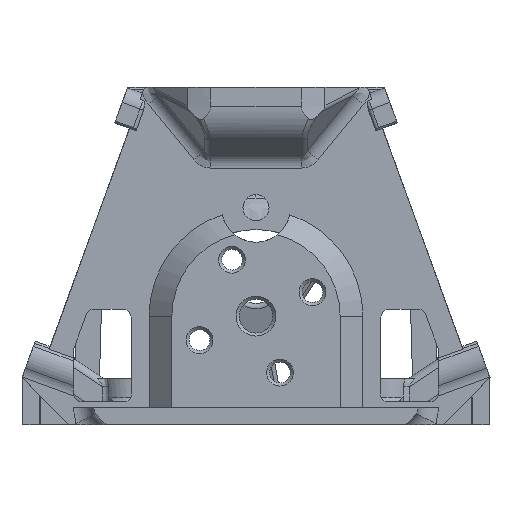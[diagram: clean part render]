
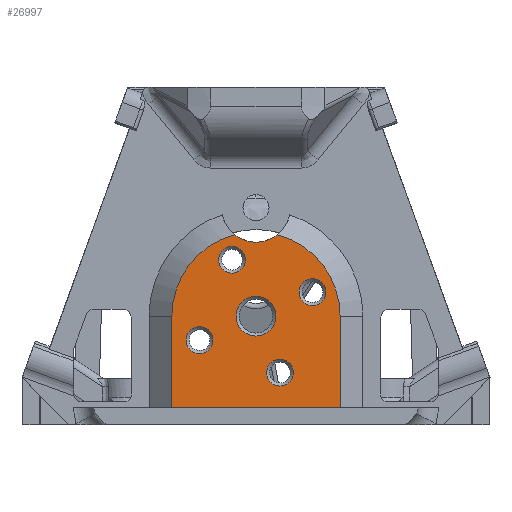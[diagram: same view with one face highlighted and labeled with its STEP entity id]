
A CAD part, front view. The second image highlights one B-rep face of the part: STEP entity #26997.
In plain terms, the highlighted planar face has unit normal (0, -1, 0).
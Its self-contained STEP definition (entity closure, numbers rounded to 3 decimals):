
#2838=CIRCLE('',#28620,1.75);
#2840=CIRCLE('',#28623,1.75);
#2842=CIRCLE('',#28626,1.75);
#2844=CIRCLE('',#28629,1.75);
#2869=CIRCLE('',#28691,2.6);
#2871=CIRCLE('',#28694,10.979);
#2873=CIRCLE('',#28697,10.979);
#2878=CIRCLE('',#28706,4.5);
#11223=ORIENTED_EDGE('',*,*,#15587,.F.);
#11224=ORIENTED_EDGE('',*,*,#14112,.T.);
#11225=ORIENTED_EDGE('',*,*,#14123,.F.);
#11226=ORIENTED_EDGE('',*,*,#14108,.F.);
#11227=ORIENTED_EDGE('',*,*,#15588,.T.);
#11228=ORIENTED_EDGE('',*,*,#15509,.T.);
#11229=ORIENTED_EDGE('',*,*,#13989,.T.);
#11230=ORIENTED_EDGE('',*,*,#13987,.T.);
#11231=ORIENTED_EDGE('',*,*,#13985,.T.);
#11232=ORIENTED_EDGE('',*,*,#13983,.T.);
#11233=ORIENTED_EDGE('',*,*,#14105,.F.);
#13983=EDGE_CURVE('',#17202,#17202,#2838,.F.);
#13985=EDGE_CURVE('',#17204,#17204,#2840,.F.);
#13987=EDGE_CURVE('',#17206,#17206,#2842,.F.);
#13989=EDGE_CURVE('',#17208,#17208,#2844,.F.);
#14105=EDGE_CURVE('',#17294,#17294,#2869,.T.);
#14108=EDGE_CURVE('',#17297,#17298,#2871,.T.);
#14112=EDGE_CURVE('',#17302,#17301,#2873,.T.);
#14123=EDGE_CURVE('',#17298,#17301,#2878,.T.);
#15509=EDGE_CURVE('',#18116,#18117,#19863,.T.);
#15587=EDGE_CURVE('',#17302,#18117,#19886,.T.);
#15588=EDGE_CURVE('',#17297,#18116,#19887,.T.);
#17202=VERTEX_POINT('',#44711);
#17204=VERTEX_POINT('',#44716);
#17206=VERTEX_POINT('',#44721);
#17208=VERTEX_POINT('',#44726);
#17294=VERTEX_POINT('',#44961);
#17297=VERTEX_POINT('',#44967);
#17298=VERTEX_POINT('',#44969);
#17301=VERTEX_POINT('',#44984);
#17302=VERTEX_POINT('',#44986);
#18116=VERTEX_POINT('',#56191);
#18117=VERTEX_POINT('',#56192);
#19863=LINE('',#56190,#21571);
#19886=LINE('',#56841,#21594);
#19887=LINE('',#56842,#21595);
#21571=VECTOR('',#35948,1000.);
#21594=VECTOR('',#36047,1000.);
#21595=VECTOR('',#36048,1000.);
#23167=EDGE_LOOP('',(#11223,#11224,#11225,#11226,#11227,#11228));
#23168=EDGE_LOOP('',(#11229));
#23169=EDGE_LOOP('',(#11230));
#23170=EDGE_LOOP('',(#11231));
#23171=EDGE_LOOP('',(#11232));
#23172=EDGE_LOOP('',(#11233));
#24854=FACE_BOUND('',#23167,.T.);
#24855=FACE_BOUND('',#23168,.T.);
#24856=FACE_BOUND('',#23169,.T.);
#24857=FACE_BOUND('',#23170,.T.);
#24858=FACE_BOUND('',#23171,.T.);
#24859=FACE_BOUND('',#23172,.T.);
#25460=PLANE('',#29481);
#26997=ADVANCED_FACE('',(#24854,#24855,#24856,#24857,#24858,#24859),#25460,
 .T.);
#28620=AXIS2_PLACEMENT_3D('',#44710,#33833,#33834);
#28623=AXIS2_PLACEMENT_3D('',#44715,#33839,#33840);
#28626=AXIS2_PLACEMENT_3D('',#44720,#33845,#33846);
#28629=AXIS2_PLACEMENT_3D('',#44725,#33851,#33852);
#28691=AXIS2_PLACEMENT_3D('',#44960,#34062,#34063);
#28694=AXIS2_PLACEMENT_3D('',#44968,#34069,#34070);
#28697=AXIS2_PLACEMENT_3D('',#44985,#34075,#34076);
#28706=AXIS2_PLACEMENT_3D('',#45004,#34099,#34100);
#29481=AXIS2_PLACEMENT_3D('',#56840,#36045,#36046);
#33833=DIRECTION('',(0.,-1.,0.));
#33834=DIRECTION('',(0.,0.,1.));
#33839=DIRECTION('',(0.,-1.,0.));
#33840=DIRECTION('',(0.,0.,1.));
#33845=DIRECTION('',(0.,-1.,0.));
#33846=DIRECTION('',(0.,0.,1.));
#33851=DIRECTION('',(0.,-1.,0.));
#33852=DIRECTION('',(0.,0.,1.));
#34062=DIRECTION('',(0.,-1.,0.));
#34063=DIRECTION('',(1.,0.,0.));
#34069=DIRECTION('',(0.,1.,0.));
#34070=DIRECTION('',(0.004,0.,1.));
#34075=DIRECTION('',(0.,-1.,0.));
#34076=DIRECTION('',(-1.,0.,0.));
#34099=DIRECTION('',(0.,-1.,0.));
#34100=DIRECTION('',(1.,0.,0.));
#35948=DIRECTION('',(1.,0.,0.));
#36045=DIRECTION('',(0.,-1.,0.));
#36046=DIRECTION('',(-1.,0.,0.));
#36047=DIRECTION('',(0.,0.,-1.));
#36048=DIRECTION('',(0.,0.,-1.));
#44710=CARTESIAN_POINT('',(-112.274,101.55,6.786));
#44711=CARTESIAN_POINT('',(-112.274,101.55,8.536));
#44715=CARTESIAN_POINT('',(-122.764,101.55,11.024));
#44716=CARTESIAN_POINT('',(-122.764,101.55,12.774));
#44720=CARTESIAN_POINT('',(-108.036,101.55,17.276));
#44721=CARTESIAN_POINT('',(-108.036,101.55,19.026));
#44725=CARTESIAN_POINT('',(-118.526,101.55,21.514));
#44726=CARTESIAN_POINT('',(-118.526,101.55,23.264));
#44960=CARTESIAN_POINT('',(-115.4,101.55,14.15));
#44961=CARTESIAN_POINT('',(-112.8,101.55,14.15));
#44967=CARTESIAN_POINT('',(-126.379,101.55,14.15));
#44968=CARTESIAN_POINT('',(-115.4,101.55,14.15));
#44969=CARTESIAN_POINT('',(-118.19,101.55,24.769));
#44984=CARTESIAN_POINT('',(-112.61,101.55,24.769));
#44985=CARTESIAN_POINT('',(-115.4,101.55,14.15));
#44986=CARTESIAN_POINT('',(-104.421,101.55,14.15));
#45004=CARTESIAN_POINT('',(-115.4,101.55,28.3));
#56190=CARTESIAN_POINT('',(-115.4,101.55,2.2));
#56191=CARTESIAN_POINT('',(-126.379,101.55,2.2));
#56192=CARTESIAN_POINT('',(-104.421,101.55,2.2));
#56840=CARTESIAN_POINT('',(-115.4,101.55,14.15));
#56841=CARTESIAN_POINT('',(-104.421,101.55,14.15));
#56842=CARTESIAN_POINT('',(-126.379,101.55,14.15));
